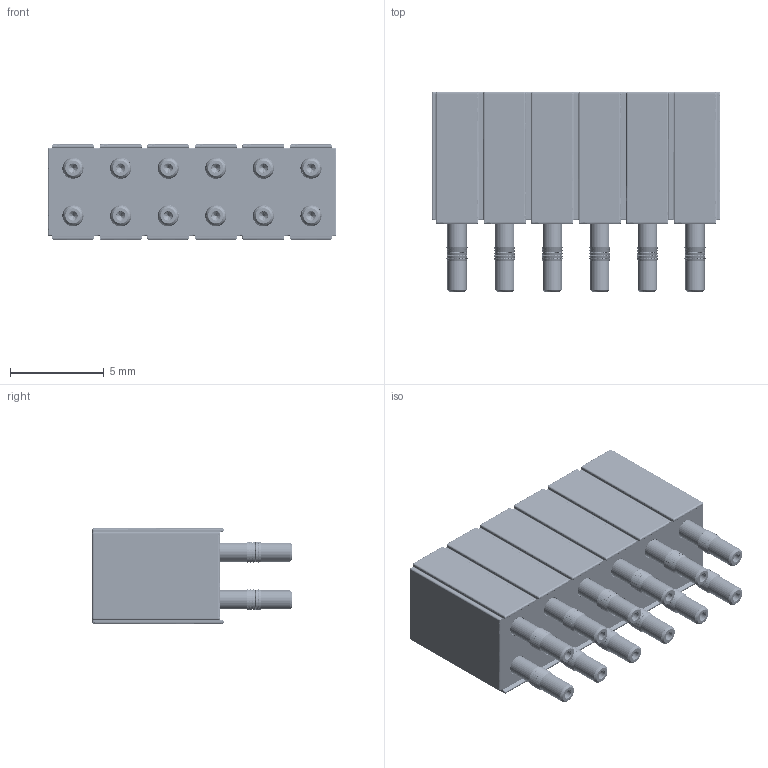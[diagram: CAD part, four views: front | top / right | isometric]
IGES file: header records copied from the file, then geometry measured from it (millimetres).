
Start section: SolidWorks IGES file using analytic representation for surfaces
Global section: file name: 803-xx-012-62-001000.IGS; native system: SolidWorks 2014; preprocessor: SolidWorks 2014; author: susan_ahlfs; date: 180726.121917; units: millimetre
Bounding box: 15.4 x 10.64 x 5.08 mm (x, y, z)
Surface area: 2212.9 mm2 (no closed solid volume)
Topology: 0 solids, 0 shells, 3600 faces, 24516 edges, 24234 vertices
Faces by surface type: bspline 2214, revolution 1386
